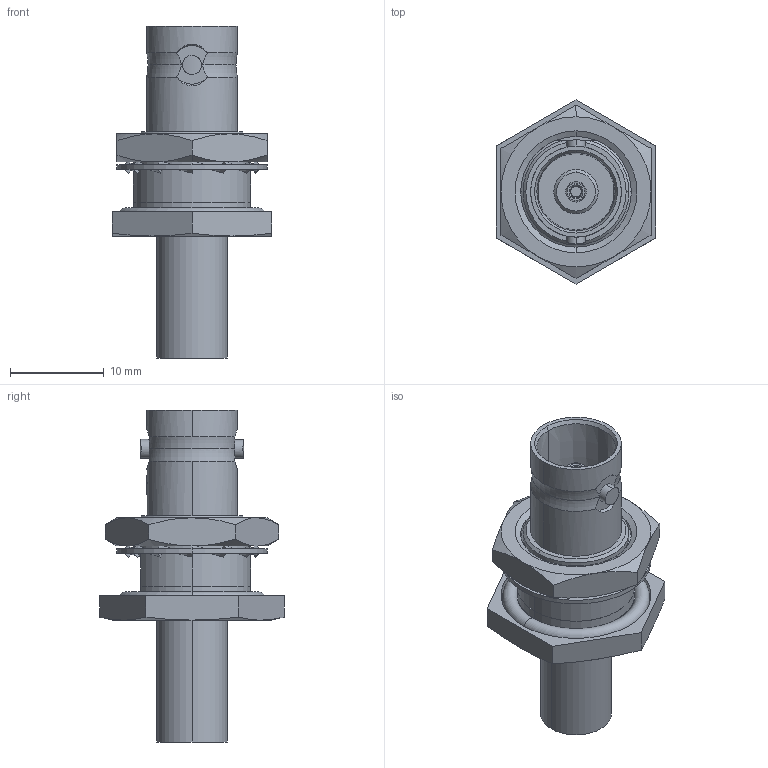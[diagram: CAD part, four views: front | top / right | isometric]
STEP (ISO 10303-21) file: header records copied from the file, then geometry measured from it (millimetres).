
FILE_DESCRIPTION (( 'STEP AP214' ), '1' );
FILE_NAME ('J01003A1348.STEP', '2013-02-04T14:19:48', ( 'Wartung1' ), ( '' ), 'SwSTEP 2.0', 'SolidWorks 2012', '' );
FILE_SCHEMA (( 'AUTOMOTIVE_DESIGN' ));
Length unit declared in the file: millimetre
Products named in the file (1): J01003A1348
Bounding box: 17 x 19.63 x 35.4 mm (x, y, z)
Volume: 2729.1 mm3; surface area: 2800 mm2
Topology: 1 solids, 1 shells, 253 faces, 668 edges, 428 vertices
Faces by surface type: plane 94, cylinder 58, cone 51, bspline 36, torus 14
Entity records: 11384 total; most frequent: CARTESIAN_POINT 2669, ORIENTED_EDGE 1336, DIRECTION 1093, EDGE_CURVE 668, VERTEX_POINT 428, AXIS2_PLACEMENT_3D 398, LINE 297, VECTOR 297
